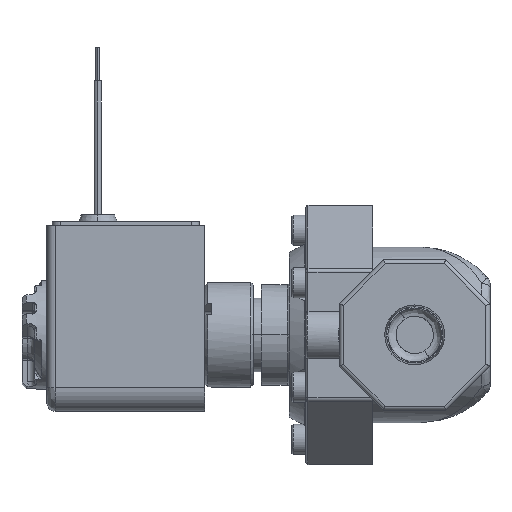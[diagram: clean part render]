
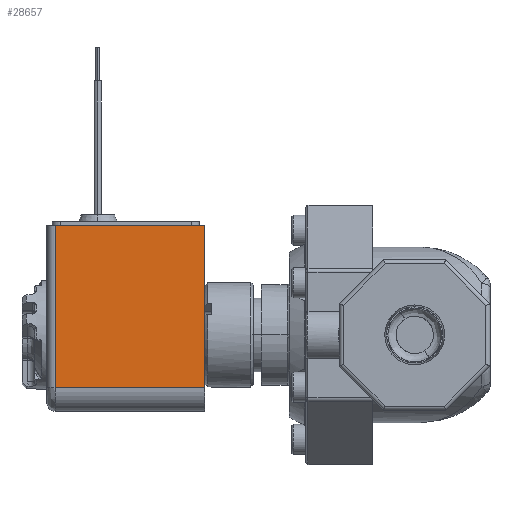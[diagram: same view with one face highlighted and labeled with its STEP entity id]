
A CAD part, left-side view. The second image highlights one B-rep face of the part: STEP entity #28657.
In plain terms, the highlighted planar face has unit normal (-1, 0, 0).
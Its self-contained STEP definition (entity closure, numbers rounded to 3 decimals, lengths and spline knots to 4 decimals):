
#2792 = PLANE ( 'NONE',  #5498 ) ;
#5498 = AXIS2_PLACEMENT_3D ( 'NONE', #22464, #10506, #31161 ) ;
#6041 = DIRECTION ( 'NONE',  ( 0., 0., 1. ) ) ;
#6069 = VECTOR ( 'NONE', #43850, 39.3701 ) ;
#7458 = CARTESIAN_POINT ( 'NONE',  ( -0.5805, 2.6865, -0.395 ) ) ;
#9144 = CARTESIAN_POINT ( 'NONE',  ( -0.5805, 1.5675, -0.395 ) ) ;
#9147 = DIRECTION ( 'NONE',  ( 0., -1., 0. ) ) ;
#9760 = DIRECTION ( 'NONE',  ( 0., 1., 0. ) ) ;
#10506 = DIRECTION ( 'NONE',  ( -1., 0., 0. ) ) ;
#13119 = LINE ( 'NONE', #45450, #42096 ) ;
#17544 = EDGE_CURVE ( 'NONE', #26235, #51594, #18705, .T. ) ;
#18705 = LINE ( 'NONE', #51270, #6069 ) ;
#19548 = CARTESIAN_POINT ( 'NONE',  ( -0.5805, 2.6865, 0.816 ) ) ;
#20381 = VERTEX_POINT ( 'NONE', #32200 ) ;
#22464 = CARTESIAN_POINT ( 'NONE',  ( -0.5805, 1.5675, 0.816 ) ) ;
#23584 = ORIENTED_EDGE ( 'NONE', *, *, #46551, .T. ) ;
#25066 = ORIENTED_EDGE ( 'NONE', *, *, #32533, .F. ) ;
#26235 = VERTEX_POINT ( 'NONE', #19548 ) ;
#28657 = ADVANCED_FACE ( 'NONE', ( #46818 ), #2792, .T. ) ;
#28857 = LINE ( 'NONE', #29637, #33440 ) ;
#29637 = CARTESIAN_POINT ( 'NONE',  ( -0.5805, 1.5675, -0.395 ) ) ;
#31161 = DIRECTION ( 'NONE',  ( 0., 0., 1. ) ) ;
#32200 = CARTESIAN_POINT ( 'NONE',  ( -0.5805, 1.5675, 0.816 ) ) ;
#32533 = EDGE_CURVE ( 'NONE', #26235, #20381, #13119, .T. ) ;
#33440 = VECTOR ( 'NONE', #9760, 39.3701 ) ;
#33957 = VERTEX_POINT ( 'NONE', #9144 ) ;
#37140 = EDGE_LOOP ( 'NONE', ( #23584, #25066, #51343, #37250 ) ) ;
#37250 = ORIENTED_EDGE ( 'NONE', *, *, #48252, .F. ) ;
#39424 = VECTOR ( 'NONE', #6041, 39.3701 ) ;
#42096 = VECTOR ( 'NONE', #9147, 39.3701 ) ;
#43850 = DIRECTION ( 'NONE',  ( 0., 0., -1. ) ) ;
#45450 = CARTESIAN_POINT ( 'NONE',  ( -0.5805, 1.5675, 0.816 ) ) ;
#46070 = LINE ( 'NONE', #50853, #39424 ) ;
#46551 = EDGE_CURVE ( 'NONE', #33957, #20381, #46070, .T. ) ;
#46818 = FACE_OUTER_BOUND ( 'NONE', #37140, .T. ) ;
#48252 = EDGE_CURVE ( 'NONE', #33957, #51594, #28857, .T. ) ;
#50853 = CARTESIAN_POINT ( 'NONE',  ( -0.5805, 1.5675, 0.122 ) ) ;
#51270 = CARTESIAN_POINT ( 'NONE',  ( -0.5805, 2.6865, 0.816 ) ) ;
#51343 = ORIENTED_EDGE ( 'NONE', *, *, #17544, .T. ) ;
#51594 = VERTEX_POINT ( 'NONE', #7458 ) ;
